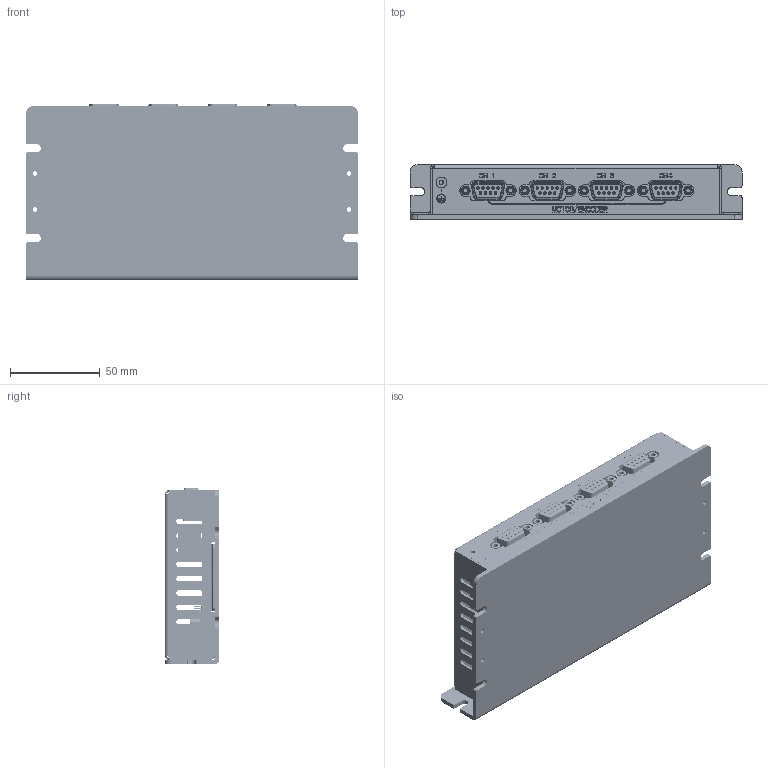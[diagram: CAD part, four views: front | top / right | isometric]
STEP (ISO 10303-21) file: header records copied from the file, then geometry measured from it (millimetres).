
FILE_DESCRIPTION (( 'STEP AP203' ), '1' );
FILE_NAME ('527217.STEP', '2025-07-02T02:30:07', ( '' ), ( '' ), 'SwSTEP 2.0', 'SolidWorks 2020', '' );
FILE_SCHEMA (( 'CONFIG_CONTROL_DESIGN' ));
Length unit declared in the file: millimetre
Products named in the file (1): 527217
Bounding box: 185 x 30.5 x 98.61 mm (x, y, z)
Volume: 128200.1 mm3; surface area: 151908.5 mm2
Topology: 49 solids, 49 shells, 7548 faces, 21010 edges, 13971 vertices
Faces by surface type: plane 4600, cylinder 1756, bspline 962, torus 122, cone 86, sphere 22
Entity records: 258249 total; most frequent: CARTESIAN_POINT 68061, ORIENTED_EDGE 41950, DIRECTION 34739, EDGE_CURVE 20975, LINE 14109, VECTOR 14109, VERTEX_POINT 13966, AXIS2_PLACEMENT_3D 10315
